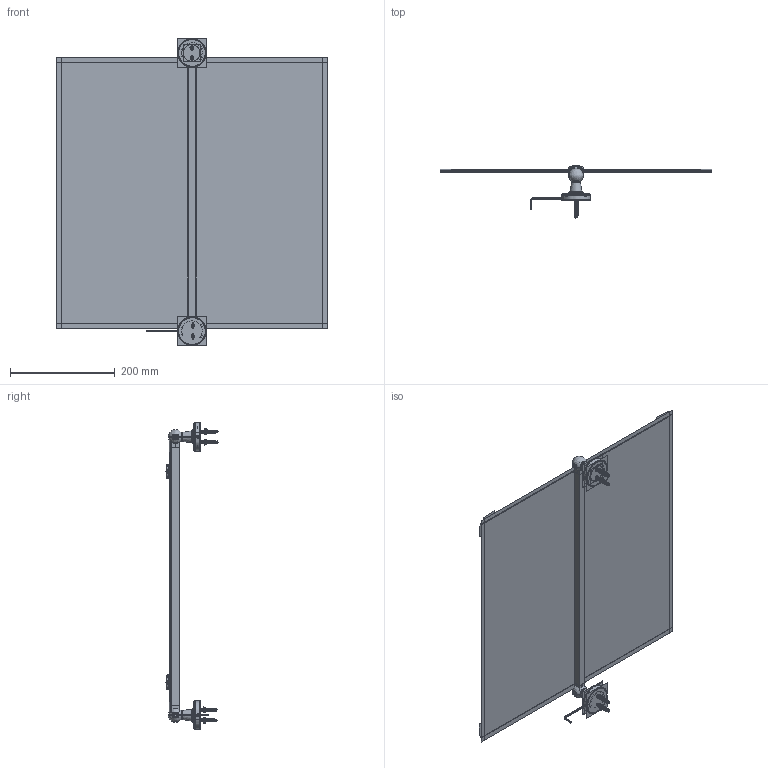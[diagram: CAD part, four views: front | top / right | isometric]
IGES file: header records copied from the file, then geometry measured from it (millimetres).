
Start section:  PTC IGES file: 2004190.igs
Global section: file name: 2004190.igs; native system: Pro/ENGINEER by Parametric Technology Corporation; preprocessor: 2008230; author: Administrator; organization: Unknown; date: 20140607.104338; units: millimetre
Bounding box: 518.46 x 100.8 x 587.95 mm (x, y, z)
Volume: 1339006.2 mm3; surface area: 2591617 mm2
Topology: 25 solids, 37 shells, 3002 faces, 15436 edges, 19568 vertices
Faces by surface type: revolution 1838, bspline 1164
